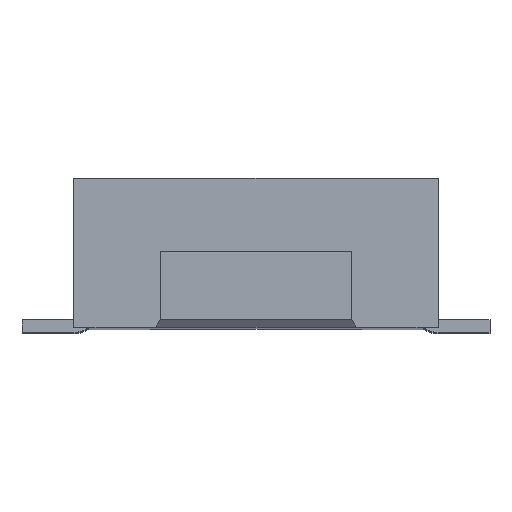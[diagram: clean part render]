
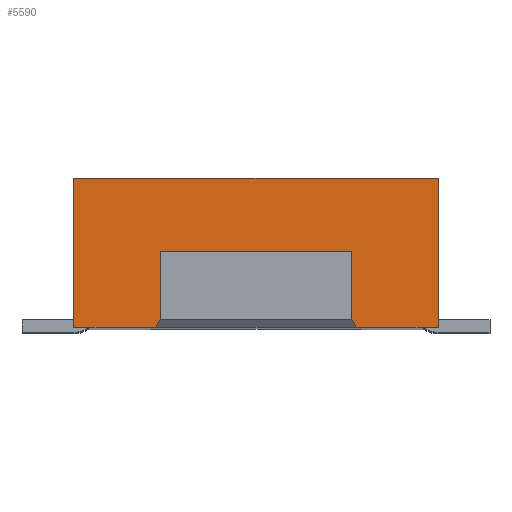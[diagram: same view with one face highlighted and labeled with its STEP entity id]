
A CAD part, top view. The second image highlights one B-rep face of the part: STEP entity #5590.
In plain terms, the highlighted planar face has unit normal (0, 0, 1).
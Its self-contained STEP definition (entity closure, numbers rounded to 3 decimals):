
#3910=CARTESIAN_POINT('',(18.069,-1.275,15.01));
#3920=VERTEX_POINT('',#3910);
#3950=CARTESIAN_POINT('',(17.737,-0.722,15.01));
#3960=DIRECTION('',(-0.514,0.857,
0.));
#3970=VECTOR('',#3960,1.);
#3980=LINE('',#3950,#3970);
#3990=CARTESIAN_POINT('',(18.099,-1.325,15.01));
#4000=VERTEX_POINT('',#3990);
#4010=EDGE_CURVE('',#4000,#3920,#3980,.T.);
#4850=CARTESIAN_POINT('',(18.184,-0.755,15.01));
#4860=DIRECTION('',(0.,0.,1.));
#4870=DIRECTION('',(0.,-1.,0.));
#4880=AXIS2_PLACEMENT_3D('',#4850,#4860,#4870);
#4890=PLANE('',#4880);
#4900=CARTESIAN_POINT('',(16.849,-0.722,15.01));
#4910=DIRECTION('',(0.,-1.,0.));
#4920=VECTOR('',#4910,1.);
#4930=LINE('',#4900,#4920);
#4940=CARTESIAN_POINT('',(16.849,-0.845,15.01));
#4950=VERTEX_POINT('',#4940);
#4960=CARTESIAN_POINT('',(16.849,-1.275,15.01));
#4970=VERTEX_POINT('',#4960);
#4980=EDGE_CURVE('',#4950,#4970,#4930,.T.);
#4990=ORIENTED_EDGE('',*,*,#4980,.F.);
#5000=CARTESIAN_POINT('',(17.181,-0.722,15.01));
#5010=DIRECTION('',(0.514,0.857,
0.));
#5020=VECTOR('',#5010,1.);
#5030=LINE('',#5000,#5020);
#5040=CARTESIAN_POINT('',(16.819,-1.325,15.01));
#5050=VERTEX_POINT('',#5040);
#5060=EDGE_CURVE('',#5050,#4970,#5030,.T.);
#5070=ORIENTED_EDGE('',*,*,#5060,.T.);
#5080=CARTESIAN_POINT('',(17.422,-1.325,15.01));
#5090=DIRECTION('',(1.,0.,0.));
#5100=VECTOR('',#5090,1.);
#5110=LINE('',#5080,#5100);
#5120=CARTESIAN_POINT('',(16.299,-1.325,15.01));
#5130=VERTEX_POINT('',#5120);
#5140=EDGE_CURVE('',#5130,#5050,#5110,.T.);
#5150=ORIENTED_EDGE('',*,*,#5140,.T.);
#5160=CARTESIAN_POINT('',(16.299,-0.722,15.01));
#5170=DIRECTION('',(0.,1.,0.));
#5180=VECTOR('',#5170,1.);
#5190=LINE('',#5160,#5180);
#5200=CARTESIAN_POINT('',(16.299,-0.375,15.01));
#5210=VERTEX_POINT('',#5200);
#5220=EDGE_CURVE('',#5130,#5210,#5190,.T.);
#5230=ORIENTED_EDGE('',*,*,#5220,.F.);
#5240=CARTESIAN_POINT('',(17.422,-0.375,15.01));
#5250=DIRECTION('',(1.,0.,0.));
#5260=VECTOR('',#5250,1.);
#5270=LINE('',#5240,#5260);
#5280=CARTESIAN_POINT('',(18.619,-0.375,15.01));
#5290=VERTEX_POINT('',#5280);
#5300=EDGE_CURVE('',#5210,#5290,#5270,.T.);
#5310=ORIENTED_EDGE('',*,*,#5300,.F.);
#5320=CARTESIAN_POINT('',(18.619,-0.722,15.01));
#5330=DIRECTION('',(0.,1.,0.));
#5340=VECTOR('',#5330,1.);
#5350=LINE('',#5320,#5340);
#5360=CARTESIAN_POINT('',(18.619,-1.325,15.01));
#5370=VERTEX_POINT('',#5360);
#5380=EDGE_CURVE('',#5370,#5290,#5350,.T.);
#5390=ORIENTED_EDGE('',*,*,#5380,.T.);
#5400=EDGE_CURVE('',#4000,#5370,#5110,.T.);
#5410=ORIENTED_EDGE('',*,*,#5400,.T.);
#5420=ORIENTED_EDGE('',*,*,#4010,.F.);
#5430=CARTESIAN_POINT('',(18.069,-0.722,15.01));
#5440=DIRECTION('',(0.,-1.,0.));
#5450=VECTOR('',#5440,1.);
#5460=LINE('',#5430,#5450);
#5470=CARTESIAN_POINT('',(18.069,-0.845,15.01));
#5480=VERTEX_POINT('',#5470);
#5490=EDGE_CURVE('',#5480,#3920,#5460,.T.);
#5500=ORIENTED_EDGE('',*,*,#5490,.T.);
#5510=CARTESIAN_POINT('',(17.422,-0.845,15.01));
#5520=DIRECTION('',(-1.,0.,0.));
#5530=VECTOR('',#5520,1.);
#5540=LINE('',#5510,#5530);
#5550=EDGE_CURVE('',#5480,#4950,#5540,.T.);
#5560=ORIENTED_EDGE('',*,*,#5550,.F.);
#5570=EDGE_LOOP('',(#5560,#5500,#5420,#5410,#5390,#5310,#5230,#5150,
#5070,#4990));
#5580=FACE_OUTER_BOUND('',#5570,.T.);
#5590=ADVANCED_FACE('',(#5580),#4890,.T.);
